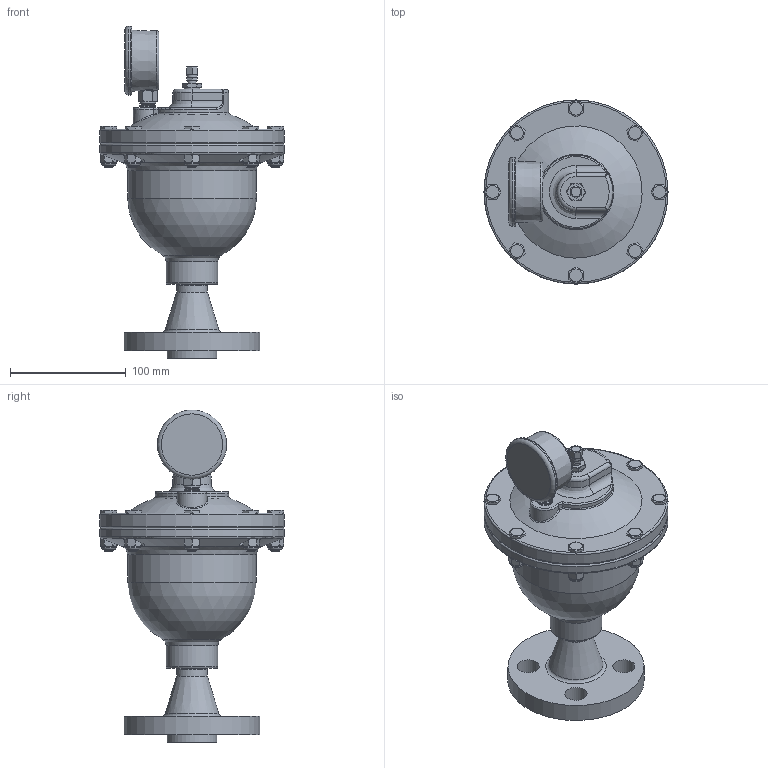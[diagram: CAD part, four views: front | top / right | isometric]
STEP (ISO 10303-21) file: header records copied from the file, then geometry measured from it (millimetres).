
FILE_DESCRIPTION((''),'2;1');
FILE_NAME('APHIIF-ALLOY-WN_R0.ipt.stp','2017-07-10T09:52:33',(''),(''),'Autodesk Inventor 2009','Autodesk Inventor 2009','');
FILE_SCHEMA(('AUTOMOTIVE_DESIGN { 1 0 10303 214 1 1 1 1 }'));
Length unit declared in the file: inch
Products named in the file (1): APHIIF-ALLOY-WN_R0
Bounding box: 158.75 x 158.75 x 286.32 mm (x, y, z)
Volume: 865999.4 mm3; surface area: 193589.9 mm2
Topology: 12 solids, 12 shells, 746 faces, 1838 edges, 1127 vertices
Faces by surface type: bspline 244, plane 232, cone 151, cylinder 90, torus 27, sphere 2
Full cylindrical faces by diameter (mm): 3.19 x1, 7.62 x1, 9.349 x1, 11.113 x2, 12.7 x8, 13.716 x2, 19.05 x4, 20.93 x1, 26.67 x1, 42.926 x1, 44.45 x1, 52.892 x1, 59.608 x1, 98.171 x1, 110.871 x1, 117.348 x1, 158.75 x2
Entity records: 30534 total; most frequent: CARTESIAN_POINT 15459, ORIENTED_EDGE 3150, DIRECTION 2478, EDGE_CURVE 1575, VERTEX_POINT 1080, AXIS2_PLACEMENT_3D 1009, EDGE_LOOP 999, FACE_OUTER_BOUND 746
